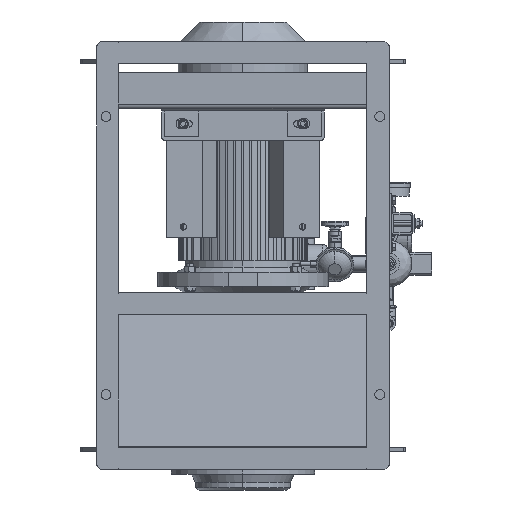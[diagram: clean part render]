
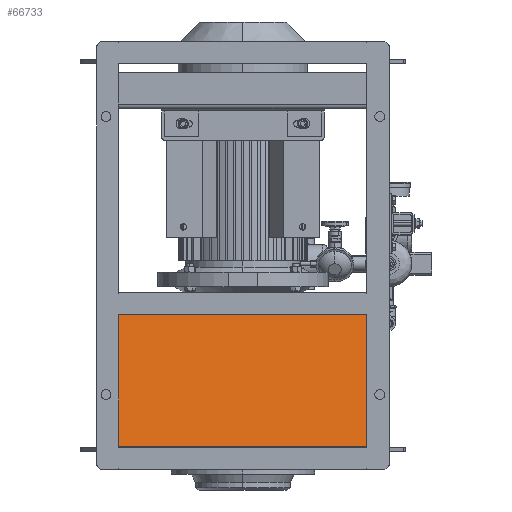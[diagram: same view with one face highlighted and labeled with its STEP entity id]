
A CAD part, front view. The second image highlights one B-rep face of the part: STEP entity #66733.
In plain terms, the highlighted planar face has unit normal (0, -0.985, 0.175).
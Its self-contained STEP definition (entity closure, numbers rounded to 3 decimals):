
#239 = CARTESIAN_POINT ( 'NONE',  ( 290., -383.969, -122.472 ) ) ;
#2974 = DIRECTION ( 'NONE',  ( 0., -0.175, -0.985 ) ) ;
#5493 = EDGE_CURVE ( 'NONE', #111443, #56844, #16559, .T. ) ;
#9697 = FACE_OUTER_BOUND ( 'NONE', #78130, .T. ) ;
#16559 = LINE ( 'NONE', #107956, #28582 ) ;
#27205 = DIRECTION ( 'NONE',  ( -1., 0., 0. ) ) ;
#28582 = VECTOR ( 'NONE', #2974, 1000. ) ;
#32881 = VECTOR ( 'NONE', #27205, 1000. ) ;
#33675 = CARTESIAN_POINT ( 'NONE',  ( -290., -383.969, -122.472 ) ) ;
#35547 = VECTOR ( 'NONE', #89707, 1000. ) ;
#38039 = LINE ( 'NONE', #94656, #123292 ) ;
#41158 = ORIENTED_EDGE ( 'NONE', *, *, #77677, .F. ) ;
#44101 = VERTEX_POINT ( 'NONE', #101157 ) ;
#47163 = ORIENTED_EDGE ( 'NONE', *, *, #94434, .T. ) ;
#47687 = ORIENTED_EDGE ( 'NONE', *, *, #5493, .F. ) ;
#56844 = VERTEX_POINT ( 'NONE', #80228 ) ;
#63898 = LINE ( 'NONE', #33675, #35547 ) ;
#66733 = ADVANCED_FACE ( 'NONE', ( #9697 ), #85998, .F. ) ;
#67342 = CARTESIAN_POINT ( 'NONE',  ( 290., -383.969, -122.472 ) ) ;
#77677 = EDGE_CURVE ( 'NONE', #56844, #82986, #88322, .T. ) ;
#78130 = EDGE_LOOP ( 'NONE', ( #104930, #47163, #41158, #47687 ) ) ;
#78718 = DIRECTION ( 'NONE',  ( -1., 0., 0. ) ) ;
#80228 = CARTESIAN_POINT ( 'NONE',  ( 290., -383.969, -122.472 ) ) ;
#82475 = CARTESIAN_POINT ( 'NONE',  ( -290., -383.969, -122.472 ) ) ;
#82986 = VERTEX_POINT ( 'NONE', #82475 ) ;
#85998 = PLANE ( 'NONE',  #90174 ) ;
#88322 = LINE ( 'NONE', #67342, #32881 ) ;
#88642 = EDGE_CURVE ( 'NONE', #111443, #44101, #38039, .T. ) ;
#89707 = DIRECTION ( 'NONE',  ( 0., -0.175, -0.985 ) ) ;
#90174 = AXIS2_PLACEMENT_3D ( 'NONE', #239, #105233, #114815 ) ;
#94434 = EDGE_CURVE ( 'NONE', #44101, #82986, #63898, .T. ) ;
#94656 = CARTESIAN_POINT ( 'NONE',  ( 290., -328.969, 187. ) ) ;
#101157 = CARTESIAN_POINT ( 'NONE',  ( -290., -328.969, 187. ) ) ;
#104930 = ORIENTED_EDGE ( 'NONE', *, *, #88642, .T. ) ;
#105233 = DIRECTION ( 'NONE',  ( 0., 0.985, -0.175 ) ) ;
#107956 = CARTESIAN_POINT ( 'NONE',  ( 290., -383.969, -122.472 ) ) ;
#109116 = CARTESIAN_POINT ( 'NONE',  ( 290., -328.969, 187. ) ) ;
#111443 = VERTEX_POINT ( 'NONE', #109116 ) ;
#114815 = DIRECTION ( 'NONE',  ( 0., 0.175, 0.985 ) ) ;
#123292 = VECTOR ( 'NONE', #78718, 1000. ) ;
